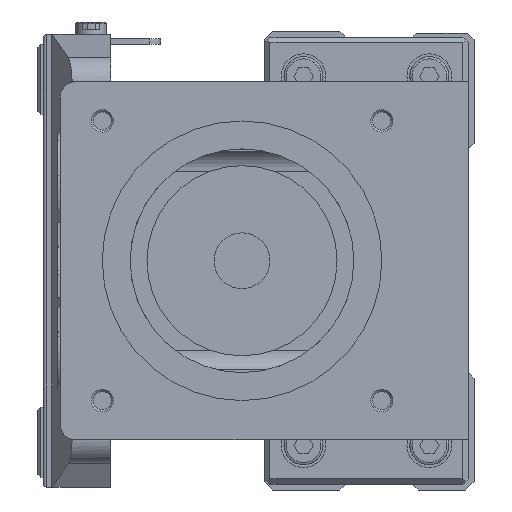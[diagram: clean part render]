
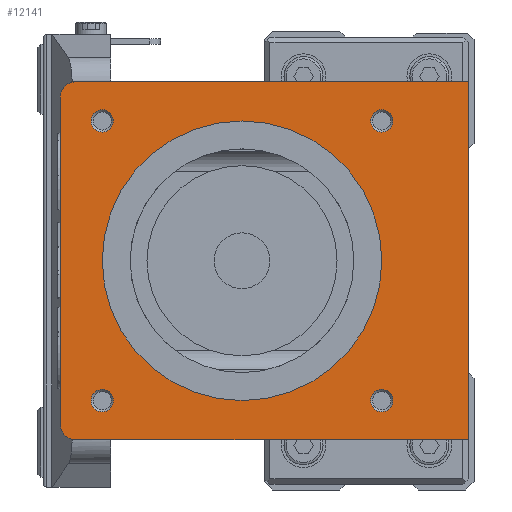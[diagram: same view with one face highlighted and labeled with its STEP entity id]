
A CAD part, left-side view. The second image highlights one B-rep face of the part: STEP entity #12141.
In plain terms, the highlighted planar face has unit normal (-1, 0, 0).
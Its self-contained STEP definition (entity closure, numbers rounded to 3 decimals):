
#874=LINE('',#18974,#2139);
#878=LINE('',#18983,#2143);
#881=LINE('',#18992,#2146);
#884=LINE('',#18996,#2149);
#2139=VECTOR('',#15427,1000.);
#2143=VECTOR('',#15433,1000.);
#2146=VECTOR('',#15444,1000.);
#2149=VECTOR('',#15449,1000.);
#3040=PLANE('',#13158);
#4905=ORIENTED_EDGE('',*,*,#7435,.T.);
#4906=ORIENTED_EDGE('',*,*,#7436,.T.);
#4907=ORIENTED_EDGE('',*,*,#7437,.T.);
#4908=ORIENTED_EDGE('',*,*,#7438,.T.);
#4909=ORIENTED_EDGE('',*,*,#7439,.T.);
#4910=ORIENTED_EDGE('',*,*,#7418,.F.);
#4911=ORIENTED_EDGE('',*,*,#7430,.F.);
#4912=ORIENTED_EDGE('',*,*,#7428,.F.);
#4913=ORIENTED_EDGE('',*,*,#7425,.F.);
#4914=ORIENTED_EDGE('',*,*,#7433,.F.);
#4915=ORIENTED_EDGE('',*,*,#7421,.F.);
#7418=EDGE_CURVE('',#8841,#8838,#9612,.T.);
#7421=EDGE_CURVE('',#8838,#8842,#874,.T.);
#7425=EDGE_CURVE('',#8847,#8844,#878,.T.);
#7428=EDGE_CURVE('',#8844,#8848,#9614,.T.);
#7430=EDGE_CURVE('',#8848,#8841,#881,.T.);
#7433=EDGE_CURVE('',#8842,#8847,#884,.T.);
#7435=EDGE_CURVE('',#8850,#8850,#9615,.T.);
#7436=EDGE_CURVE('',#8851,#8851,#9616,.T.);
#7437=EDGE_CURVE('',#8852,#8852,#9617,.T.);
#7438=EDGE_CURVE('',#8853,#8853,#9618,.T.);
#7439=EDGE_CURVE('',#8854,#8854,#9619,.T.);
#8838=VERTEX_POINT('',#18962);
#8841=VERTEX_POINT('',#18967);
#8842=VERTEX_POINT('',#18971);
#8844=VERTEX_POINT('',#18977);
#8847=VERTEX_POINT('',#18982);
#8848=VERTEX_POINT('',#18986);
#8850=VERTEX_POINT('',#19000);
#8851=VERTEX_POINT('',#19002);
#8852=VERTEX_POINT('',#19004);
#8853=VERTEX_POINT('',#19006);
#8854=VERTEX_POINT('',#19008);
#9612=CIRCLE('',#13150,2.75);
#9614=CIRCLE('',#13155,2.75);
#9615=CIRCLE('',#13159,2.);
#9616=CIRCLE('',#13160,2.);
#9617=CIRCLE('',#13161,2.);
#9618=CIRCLE('',#13162,2.);
#9619=CIRCLE('',#13163,25.);
#10283=EDGE_LOOP('',(#4905));
#10284=EDGE_LOOP('',(#4906));
#10285=EDGE_LOOP('',(#4907));
#10286=EDGE_LOOP('',(#4908));
#10287=EDGE_LOOP('',(#4909));
#10288=EDGE_LOOP('',(#4910,#4911,#4912,#4913,#4914,#4915));
#11264=FACE_BOUND('',#10283,.T.);
#11265=FACE_BOUND('',#10284,.T.);
#11266=FACE_BOUND('',#10285,.T.);
#11267=FACE_BOUND('',#10286,.T.);
#11268=FACE_BOUND('',#10287,.T.);
#11269=FACE_BOUND('',#10288,.T.);
#12141=ADVANCED_FACE('',(#11264,#11265,#11266,#11267,#11268,#11269),#3040,
 .F.);
#13150=AXIS2_PLACEMENT_3D('',#18968,#15421,#15422);
#13155=AXIS2_PLACEMENT_3D('',#18989,#15439,#15440);
#13158=AXIS2_PLACEMENT_3D('',#18998,#15451,#15452);
#13159=AXIS2_PLACEMENT_3D('',#18999,#15453,#15454);
#13160=AXIS2_PLACEMENT_3D('',#19001,#15455,#15456);
#13161=AXIS2_PLACEMENT_3D('',#19003,#15457,#15458);
#13162=AXIS2_PLACEMENT_3D('',#19005,#15459,#15460);
#13163=AXIS2_PLACEMENT_3D('',#19007,#15461,#15462);
#15421=DIRECTION('',(1.,0.,0.));
#15422=DIRECTION('',(0.,0.,-1.));
#15427=DIRECTION('',(0.,-1.,0.));
#15433=DIRECTION('',(0.,1.,0.));
#15439=DIRECTION('',(1.,0.,0.));
#15440=DIRECTION('',(0.,0.,-1.));
#15444=DIRECTION('',(0.,0.,1.));
#15449=DIRECTION('',(0.,0.,-1.));
#15451=DIRECTION('',(1.,0.,0.));
#15452=DIRECTION('',(0.,0.,-1.));
#15453=DIRECTION('',(1.,0.,0.));
#15454=DIRECTION('',(0.,0.,-1.));
#15455=DIRECTION('',(1.,0.,0.));
#15456=DIRECTION('',(0.,0.,-1.));
#15457=DIRECTION('',(1.,0.,0.));
#15458=DIRECTION('',(0.,0.,-1.));
#15459=DIRECTION('',(1.,0.,0.));
#15460=DIRECTION('',(0.,0.,-1.));
#15461=DIRECTION('',(1.,0.,0.));
#15462=DIRECTION('',(0.,0.,-1.));
#18962=CARTESIAN_POINT('',(-73.,71.25,32.));
#18967=CARTESIAN_POINT('',(-73.,74.,29.25));
#18968=CARTESIAN_POINT('',(-73.,71.25,29.25));
#18971=CARTESIAN_POINT('',(-73.,1.,32.));
#18974=CARTESIAN_POINT('',(-73.,71.25,32.));
#18977=CARTESIAN_POINT('',(-73.,71.25,-32.));
#18982=CARTESIAN_POINT('',(-73.,1.,-32.));
#18983=CARTESIAN_POINT('',(-73.,1.,-32.));
#18986=CARTESIAN_POINT('',(-73.,74.,-29.25));
#18989=CARTESIAN_POINT('',(-73.,71.25,-29.25));
#18992=CARTESIAN_POINT('',(-73.,74.,-29.25));
#18996=CARTESIAN_POINT('',(-73.,1.,32.));
#18998=CARTESIAN_POINT('',(-73.,71.25,29.25));
#18999=CARTESIAN_POINT('',(-73.,16.5,-25.));
#19000=CARTESIAN_POINT('',(-73.,16.5,-27.));
#19001=CARTESIAN_POINT('',(-73.,66.5,25.));
#19002=CARTESIAN_POINT('',(-73.,66.5,23.));
#19003=CARTESIAN_POINT('',(-73.,66.5,-25.));
#19004=CARTESIAN_POINT('',(-73.,66.5,-27.));
#19005=CARTESIAN_POINT('',(-73.,16.5,25.));
#19006=CARTESIAN_POINT('',(-73.,16.5,23.));
#19007=CARTESIAN_POINT('',(-73.,41.5,0.));
#19008=CARTESIAN_POINT('',(-73.,41.5,-25.));
